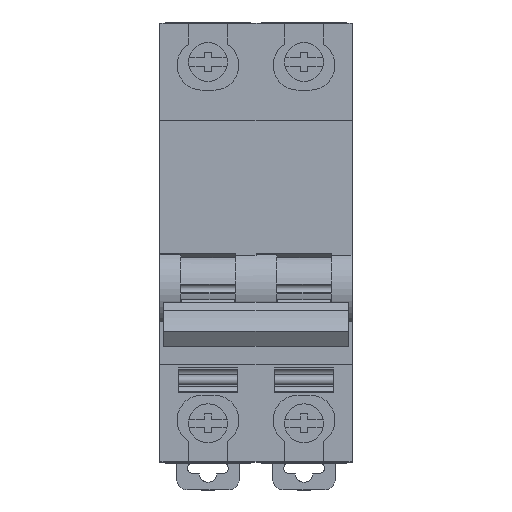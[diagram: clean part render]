
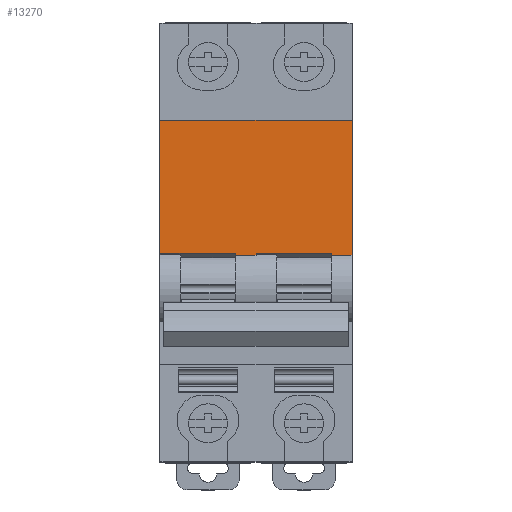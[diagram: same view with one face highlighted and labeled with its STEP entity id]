
A CAD part, top view. The second image highlights one B-rep face of the part: STEP entity #13270.
In plain terms, the highlighted planar face has unit normal (0, 0, 1).
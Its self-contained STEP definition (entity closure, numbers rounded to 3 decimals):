
#3452=DIRECTION('',(0.,1.,0.));
#3453=VECTOR('',#3452,24.475);
#3454=CARTESIAN_POINT('',(0.,38.725,-3.313));
#3455=LINE('',#3454,#3453);
#3456=DIRECTION('',(1.,0.,0.));
#3457=VECTOR('',#3456,35.4);
#3458=CARTESIAN_POINT('',(0.,63.2,-3.313));
#3459=LINE('',#3458,#3457);
#3460=DIRECTION('',(0.,-1.,0.));
#3461=VECTOR('',#3460,24.893);
#3462=CARTESIAN_POINT('',(35.4,63.2,-3.313));
#3463=LINE('',#3462,#3461);
#3464=DIRECTION('',(0.,1.,0.));
#3465=VECTOR('',#3464,0.418);
#3466=CARTESIAN_POINT('',(31.55,38.307,-3.313));
#3467=LINE('',#3466,#3465);
#3468=DIRECTION('',(0.,1.,0.));
#3469=VECTOR('',#3468,0.418);
#3470=CARTESIAN_POINT('',(17.7,38.307,-3.313));
#3471=LINE('',#3470,#3469);
#3481=DIRECTION('',(1.,0.,0.));
#3482=VECTOR('',#3481,13.85);
#3483=CARTESIAN_POINT('',(17.7,38.725,-3.313));
#3484=LINE('',#3483,#3482);
#3513=DIRECTION('',(1.,0.,0.));
#3514=VECTOR('',#3513,3.85);
#3515=CARTESIAN_POINT('',(13.85,38.307,-3.313));
#3516=LINE('',#3515,#3514);
#3581=DIRECTION('',(1.,0.,0.));
#3582=VECTOR('',#3581,3.85);
#3583=CARTESIAN_POINT('',(31.55,38.307,-3.313));
#3584=LINE('',#3583,#3582);
#4617=DIRECTION('',(1.,0.,0.));
#4618=VECTOR('',#4617,13.85);
#4619=CARTESIAN_POINT('',(0.,38.725,-3.313));
#4620=LINE('',#4619,#4618);
#4657=DIRECTION('',(0.,-1.,0.));
#4658=VECTOR('',#4657,0.418);
#4659=CARTESIAN_POINT('',(13.85,38.725,-3.313));
#4660=LINE('',#4659,#4658);
#7277=CARTESIAN_POINT('',(35.4,38.307,-3.313));
#7278=VERTEX_POINT('',#7277);
#7279=CARTESIAN_POINT('',(35.4,63.2,-3.313));
#7280=VERTEX_POINT('',#7279);
#7525=CARTESIAN_POINT('',(0.,63.2,-3.313));
#7526=VERTEX_POINT('',#7525);
#7527=CARTESIAN_POINT('',(0.,38.725,-3.313));
#7528=VERTEX_POINT('',#7527);
#7949=CARTESIAN_POINT('',(17.7,38.307,-3.313));
#7950=CARTESIAN_POINT('',(17.7,38.725,-3.313));
#7951=VERTEX_POINT('',#7949);
#7952=VERTEX_POINT('',#7950);
#7953=CARTESIAN_POINT('',(13.85,38.307,-3.313));
#7954=VERTEX_POINT('',#7953);
#7955=CARTESIAN_POINT('',(13.85,38.725,-3.313));
#7956=VERTEX_POINT('',#7955);
#7957=CARTESIAN_POINT('',(31.55,38.307,-3.313));
#7958=VERTEX_POINT('',#7957);
#7959=CARTESIAN_POINT('',(31.55,38.725,-3.313));
#7960=VERTEX_POINT('',#7959);
#13246=CARTESIAN_POINT('',(0.,63.2,-3.313));
#13247=DIRECTION('',(0.,0.,1.));
#13248=DIRECTION('',(0.,-1.,0.));
#13249=AXIS2_PLACEMENT_3D('',#13246,#13247,#13248);
#13250=PLANE('',#13249);
#13252=ORIENTED_EDGE('',*,*,#13251,.F.);
#13254=ORIENTED_EDGE('',*,*,#13253,.F.);
#13256=ORIENTED_EDGE('',*,*,#13255,.F.);
#13258=ORIENTED_EDGE('',*,*,#13257,.F.);
#13259=ORIENTED_EDGE('',*,*,#11509,.T.);
#13260=ORIENTED_EDGE('',*,*,#13240,.T.);
#13261=ORIENTED_EDGE('',*,*,#10683,.T.);
#13263=ORIENTED_EDGE('',*,*,#13262,.F.);
#13265=ORIENTED_EDGE('',*,*,#13264,.T.);
#13267=ORIENTED_EDGE('',*,*,#13266,.F.);
#13268=EDGE_LOOP('',(#13252,#13254,#13256,#13258,#13259,#13260,#13261,#13263,
#13265,#13267));
#13269=FACE_OUTER_BOUND('',#13268,.F.);
#13270=ADVANCED_FACE('',(#13269),#13250,.T.);
#10683=EDGE_CURVE('',#7280,#7278,#3463,.T.);
#11509=EDGE_CURVE('',#7528,#7526,#3455,.T.);
#13240=EDGE_CURVE('',#7526,#7280,#3459,.T.);
#13251=EDGE_CURVE('',#7951,#7952,#3471,.T.);
#13253=EDGE_CURVE('',#7954,#7951,#3516,.T.);
#13255=EDGE_CURVE('',#7956,#7954,#4660,.T.);
#13257=EDGE_CURVE('',#7528,#7956,#4620,.T.);
#13262=EDGE_CURVE('',#7958,#7278,#3584,.T.);
#13264=EDGE_CURVE('',#7958,#7960,#3467,.T.);
#13266=EDGE_CURVE('',#7952,#7960,#3484,.T.);
